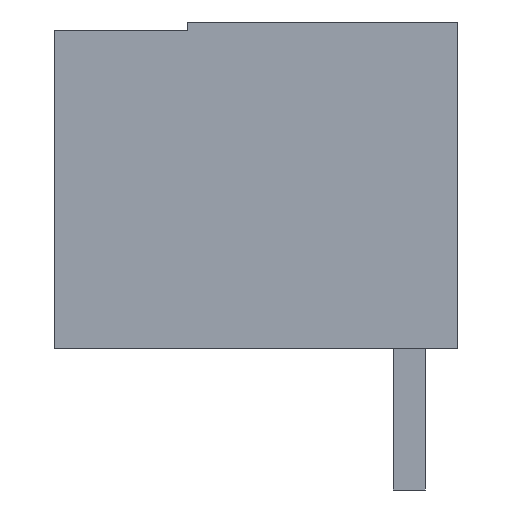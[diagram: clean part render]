
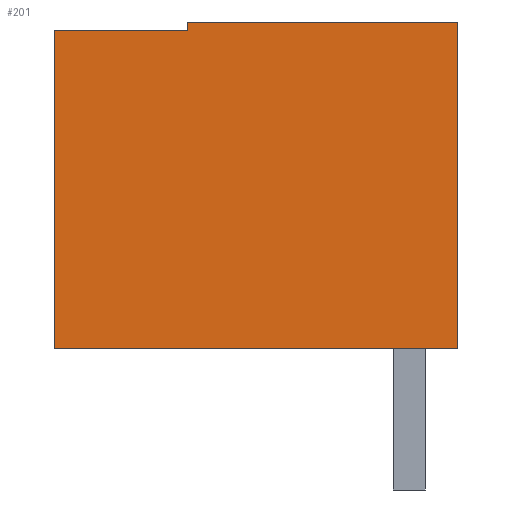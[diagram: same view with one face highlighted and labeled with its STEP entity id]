
A CAD part, left-side view. The second image highlights one B-rep face of the part: STEP entity #201.
In plain terms, the highlighted planar face has unit normal (-1, 0, 0).
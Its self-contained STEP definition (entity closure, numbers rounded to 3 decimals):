
#101 = DIRECTION ( 'NONE',  ( 0., -1., 0. ) ) ;
#201 = ADVANCED_FACE ( 'NONE', ( #1565 ), #410, .T. ) ;
#203 = EDGE_CURVE ( 'NONE', #1941, #771, #826, .T. ) ;
#315 = VECTOR ( 'NONE', #101, 1000. ) ;
#329 = DIRECTION ( 'NONE',  ( 0., -1., 0. ) ) ;
#410 = PLANE ( 'NONE',  #688 ) ;
#413 = EDGE_CURVE ( 'NONE', #771, #1974, #1202, .T. ) ;
#454 = CARTESIAN_POINT ( 'NONE',  ( -3.44, -1.2, 8.1 ) ) ;
#468 = LINE ( 'NONE', #798, #1148 ) ;
#469 = VERTEX_POINT ( 'NONE', #1837 ) ;
#554 = CARTESIAN_POINT ( 'NONE',  ( -3.44, 5.5, 8.1 ) ) ;
#577 = DIRECTION ( 'NONE',  ( -1., 0., 0. ) ) ;
#622 = EDGE_CURVE ( 'NONE', #689, #469, #468, .T. ) ;
#663 = ORIENTED_EDGE ( 'NONE', *, *, #622, .F. ) ;
#688 = AXIS2_PLACEMENT_3D ( 'NONE', #1594, #577, #1257 ) ;
#689 = VERTEX_POINT ( 'NONE', #1203 ) ;
#699 = ORIENTED_EDGE ( 'NONE', *, *, #203, .F. ) ;
#713 = VERTEX_POINT ( 'NONE', #1210 ) ;
#741 = EDGE_CURVE ( 'NONE', #713, #1941, #940, .T. ) ;
#745 = DIRECTION ( 'NONE',  ( 0., 0., 1. ) ) ;
#771 = VERTEX_POINT ( 'NONE', #986 ) ;
#798 = CARTESIAN_POINT ( 'NONE',  ( -3.44, 8.8, 7.9 ) ) ;
#826 = LINE ( 'NONE', #454, #315 ) ;
#838 = LINE ( 'NONE', #2226, #1013 ) ;
#875 = ORIENTED_EDGE ( 'NONE', *, *, #413, .F. ) ;
#940 = LINE ( 'NONE', #554, #998 ) ;
#986 = CARTESIAN_POINT ( 'NONE',  ( -3.44, -1.2, 8.1 ) ) ;
#998 = VECTOR ( 'NONE', #745, 1000. ) ;
#1013 = VECTOR ( 'NONE', #329, 1000. ) ;
#1047 = VECTOR ( 'NONE', #1303, 1000. ) ;
#1110 = ORIENTED_EDGE ( 'NONE', *, *, #1293, .F. ) ;
#1139 = ORIENTED_EDGE ( 'NONE', *, *, #1219, .F. ) ;
#1148 = VECTOR ( 'NONE', #2003, 1000. ) ;
#1178 = EDGE_LOOP ( 'NONE', ( #699, #1213, #1139, #663, #1110, #875 ) ) ;
#1202 = LINE ( 'NONE', #2181, #1047 ) ;
#1203 = CARTESIAN_POINT ( 'NONE',  ( -3.44, 8.8, 0. ) ) ;
#1210 = CARTESIAN_POINT ( 'NONE',  ( -3.44, 5.5, 7.9 ) ) ;
#1213 = ORIENTED_EDGE ( 'NONE', *, *, #741, .F. ) ;
#1219 = EDGE_CURVE ( 'NONE', #469, #713, #838, .T. ) ;
#1257 = DIRECTION ( 'NONE',  ( 0., -1., 0. ) ) ;
#1293 = EDGE_CURVE ( 'NONE', #1974, #689, #2100, .T. ) ;
#1303 = DIRECTION ( 'NONE',  ( 0., 0., -1. ) ) ;
#1446 = CARTESIAN_POINT ( 'NONE',  ( -3.44, -1.2, 0. ) ) ;
#1565 = FACE_OUTER_BOUND ( 'NONE', #1178, .T. ) ;
#1594 = CARTESIAN_POINT ( 'NONE',  ( -3.44, 0., 0. ) ) ;
#1683 = VECTOR ( 'NONE', #1687, 1000. ) ;
#1687 = DIRECTION ( 'NONE',  ( 0., 1., 0. ) ) ;
#1837 = CARTESIAN_POINT ( 'NONE',  ( -3.44, 8.8, 7.9 ) ) ;
#1855 = CARTESIAN_POINT ( 'NONE',  ( -3.44, -1.2, 0. ) ) ;
#1941 = VERTEX_POINT ( 'NONE', #2106 ) ;
#1974 = VERTEX_POINT ( 'NONE', #1446 ) ;
#2003 = DIRECTION ( 'NONE',  ( 0., 0., 1. ) ) ;
#2100 = LINE ( 'NONE', #1855, #1683 ) ;
#2106 = CARTESIAN_POINT ( 'NONE',  ( -3.44, 5.5, 8.1 ) ) ;
#2181 = CARTESIAN_POINT ( 'NONE',  ( -3.44, -1.2, 8.1 ) ) ;
#2226 = CARTESIAN_POINT ( 'NONE',  ( -3.44, 8.8, 7.9 ) ) ;
